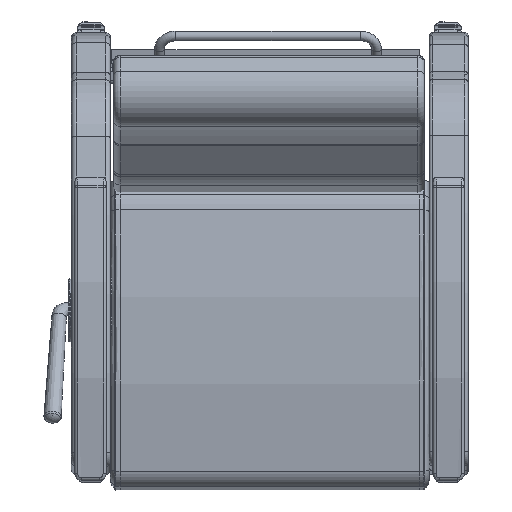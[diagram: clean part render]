
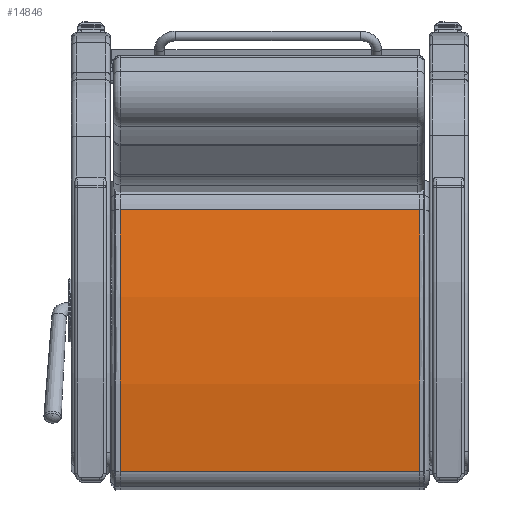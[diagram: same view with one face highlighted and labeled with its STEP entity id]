
A CAD part, front view. The second image highlights one B-rep face of the part: STEP entity #14846.
In plain terms, the highlighted free-form (B-spline) face has degree [1, 2] with [2, 3] control points.
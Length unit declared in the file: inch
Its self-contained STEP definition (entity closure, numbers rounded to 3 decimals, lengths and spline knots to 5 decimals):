
#330=(
BOUNDED_SURFACE()
B_SPLINE_SURFACE(1,2,((#24468,#24469,#24470),(#24471,#24472,#24473)),
 .UNSPECIFIED.,.F.,.F.,.F.)
B_SPLINE_SURFACE_WITH_KNOTS((2,2),(3,3),(-0.19254,0.19254),
(1.36178,1.69928),.UNSPECIFIED.)
GEOMETRIC_REPRESENTATION_ITEM()
RATIONAL_B_SPLINE_SURFACE(((1.,0.986,1.),(1.,0.986,
1.)))
REPRESENTATION_ITEM('')
SURFACE()
);
#355=ELLIPSE('',#16174,60.05357,60.);
#367=ELLIPSE('',#16216,60.05357,60.);
#1474=FACE_OUTER_BOUND('',#2475,.T.);
#2475=EDGE_LOOP('',(#10406,#10407,#10408,#10409));
#3595=LINE('',#24467,#4559);
#3596=LINE('',#24474,#4560);
#4559=VECTOR('',#18626,0.3937);
#4560=VECTOR('',#18627,0.3937);
#6471=VERTEX_POINT('',#23640);
#6472=VERTEX_POINT('',#23663);
#6512=VERTEX_POINT('',#23880);
#6513=VERTEX_POINT('',#23903);
#7879=EDGE_CURVE('',#6472,#6471,#355,.T.);
#7938=EDGE_CURVE('',#6513,#6512,#367,.T.);
#8018=EDGE_CURVE('',#6471,#6513,#3595,.T.);
#8019=EDGE_CURVE('',#6472,#6512,#3596,.T.);
#10406=ORIENTED_EDGE('',*,*,#7879,.F.);
#10407=ORIENTED_EDGE('',*,*,#8019,.T.);
#10408=ORIENTED_EDGE('',*,*,#7938,.F.);
#10409=ORIENTED_EDGE('',*,*,#8018,.F.);
#14846=ADVANCED_FACE('',(#1474),#330,.F.);
#16174=AXIS2_PLACEMENT_3D('',#23665,#18379,#18380);
#16216=AXIS2_PLACEMENT_3D('',#23905,#18488,#18489);
#18379=DIRECTION('center_axis',(0.,0.,-1.));
#18380=DIRECTION('ref_axis',(1.,0.,0.));
#18488=DIRECTION('center_axis',(0.,0.,1.));
#18489=DIRECTION('ref_axis',(1.,0.,0.));
#18626=DIRECTION('',(0.,0.,1.));
#18627=DIRECTION('',(0.,0.,1.));
#23640=CARTESIAN_POINT('',(10.1114,0.44486,-11.5625));
#23663=CARTESIAN_POINT('',(-10.04459,1.25621,-11.5625));
#23665=CARTESIAN_POINT('Origin',(-2.34979,-58.24922,-11.5625));
#23880=CARTESIAN_POINT('',(-10.04459,1.25621,11.5625));
#23903=CARTESIAN_POINT('',(10.1114,0.44486,11.5625));
#23905=CARTESIAN_POINT('Origin',(-2.34979,-58.24922,11.5625));
#24467=CARTESIAN_POINT('',(10.1114,0.44486,0.));
#24468=CARTESIAN_POINT('Ctrl Pts',(10.1114,0.44486,-11.5625));
#24469=CARTESIAN_POINT('Ctrl Pts',(0.10258,2.56602,-11.5625));
#24470=CARTESIAN_POINT('Ctrl Pts',(-10.04459,1.25621,-11.5625));
#24471=CARTESIAN_POINT('Ctrl Pts',(10.1114,0.44486,11.5625));
#24472=CARTESIAN_POINT('Ctrl Pts',(0.10258,2.56602,11.5625));
#24473=CARTESIAN_POINT('Ctrl Pts',(-10.04459,1.25621,11.5625));
#24474=CARTESIAN_POINT('',(-10.04459,1.25621,0.));
